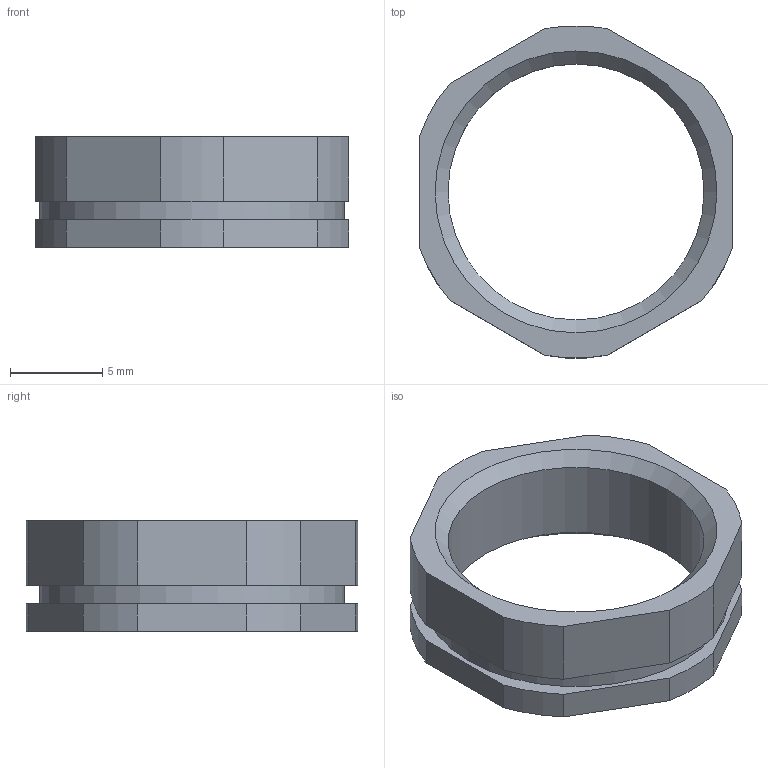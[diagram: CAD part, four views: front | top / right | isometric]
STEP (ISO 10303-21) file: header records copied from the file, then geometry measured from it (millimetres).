
FILE_DESCRIPTION(/* description */ (''),/* implementation_level */ '2;1');
FILE_NAME(/* name */ 'Sechskantmutter_PG9_SW17.stp',/* time_stamp */ '2018-09-04T15:12:26+02:00',/* author */ (''),/* organization */ (''),/* preprocessor_version */ 'ST-DEVELOPER v16',/* originating_system */ 'SIEMENS PLM Software NX 10.0',/* authorisation */ '');
FILE_SCHEMA (('AUTOMOTIVE_DESIGN { 1 0 10303 214 3 1 1 1 }'));
Length unit declared in the file: millimetre
Products named in the file (1): Sechskantmutter_PG9_SW17
Bounding box: 17 x 17.96 x 6 mm (x, y, z)
Volume: 457 mm3; surface area: 805.4 mm2
Topology: 1 solids, 1 shells, 34 faces, 85 edges, 56 vertices
Faces by surface type: plane 17, cylinder 14, cone 2, torus 1
Full cylindrical faces by diameter (mm): 13.86 x1, 16.5 x1
Entity records: 1028 total; most frequent: DIRECTION 182, CARTESIAN_POINT 171, ORIENTED_EDGE 160, EDGE_CURVE 80, AXIS2_PLACEMENT_3D 67, VERTEX_POINT 56, LINE 48, VECTOR 48
